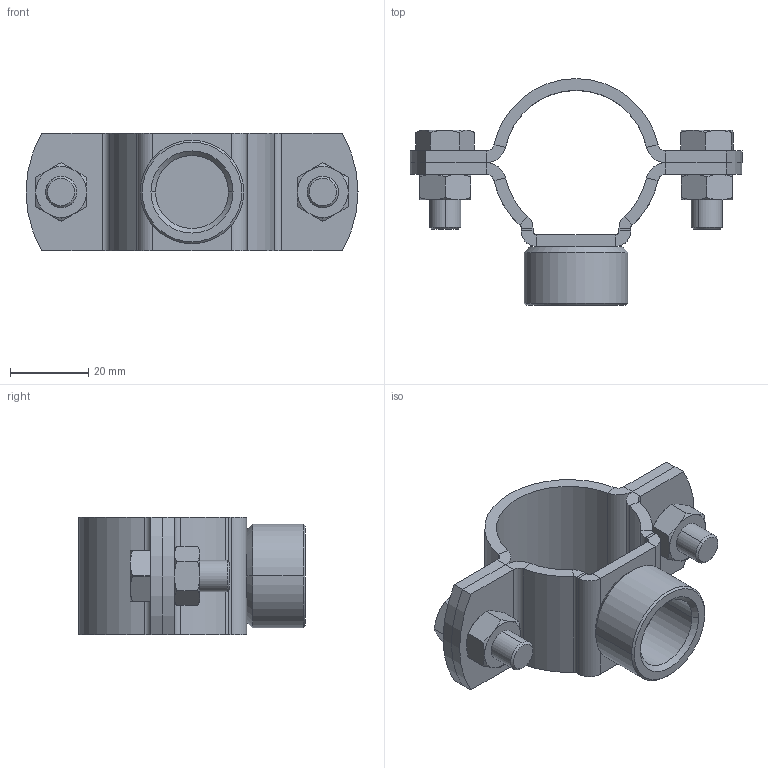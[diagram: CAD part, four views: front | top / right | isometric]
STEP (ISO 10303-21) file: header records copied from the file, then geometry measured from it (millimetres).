
FILE_DESCRIPTION (( 'STEP AP203' ), '1' );
FILE_NAME ('51.832.STEP', '2019-11-21T16:02:31', ( '' ), ( '' ), 'SwSTEP 2.0', 'SolidWorks 2019', '' );
FILE_SCHEMA (( 'CONFIG_CONTROL_DESIGN' ));
Length unit declared in the file: millimetre
Products named in the file (7): 1000003381_03 - Gr. 38-40 - H-17111.603; 1000003366_03 - Gr. 38-40 - H-17109.003; 1000003484; 1000003486; 51.832; 1000003377_03 - Gr. 38-40 - H-17110.003; 1000003262
Assembly tree (8 placements, depth 3):
  51.832
    1000003381_03 - Gr. 38-40 - H-17111.603
      1000003377_03 - Gr. 38-40 - H-17110.003
      1000003262
    1000003366_03 - Gr. 38-40 - H-17109.003
    1000003484  x2
    1000003486  x2
Bounding box: 85 x 58 x 30 mm (x, y, z)
Volume: 26612.9 mm3; surface area: 19447.2 mm2
Topology: 7 solids, 7 shells, 222 faces, 478 edges, 272 vertices
Faces by surface type: plane 98, cylinder 62, cone 62
Entity records: 5166 total; most frequent: CARTESIAN_POINT 893, DIRECTION 789, ORIENTED_EDGE 682, EDGE_CURVE 341, AXIS2_PLACEMENT_3D 312, VERTEX_POINT 192, EDGE_LOOP 173, LINE 165
